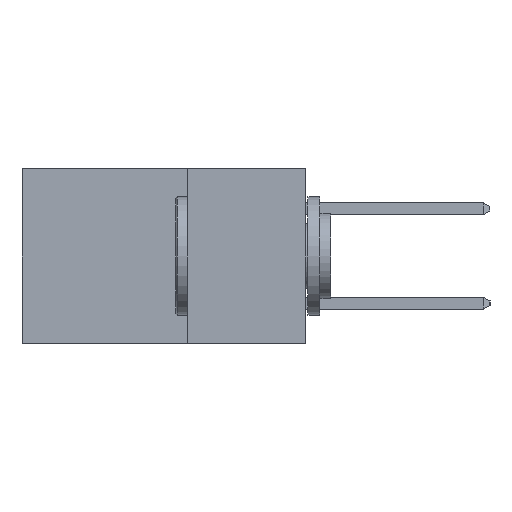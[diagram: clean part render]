
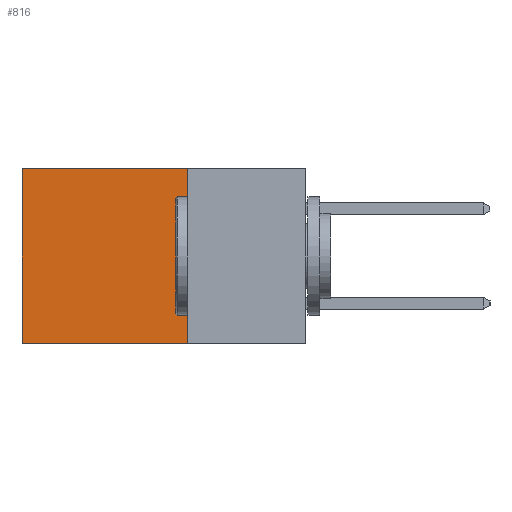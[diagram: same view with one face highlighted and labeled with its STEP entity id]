
A CAD part, left-side view. The second image highlights one B-rep face of the part: STEP entity #816.
In plain terms, the highlighted planar face has unit normal (-1, 0, 0).
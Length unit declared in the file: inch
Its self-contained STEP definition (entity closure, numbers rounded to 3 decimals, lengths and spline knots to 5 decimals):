
#308 = LINE ( 'NONE', #7430, #10341 ) ;
#413 = LINE ( 'NONE', #6678, #10417 ) ;
#816 = ADVANCED_FACE ( 'NONE', ( #2307 ), #8453, .F. ) ;
#894 = AXIS2_PLACEMENT_3D ( 'NONE', #9074, #9577, #4068 ) ;
#1151 = LINE ( 'NONE', #8648, #4609 ) ;
#1360 = ORIENTED_EDGE ( 'NONE', *, *, #5189, .T. ) ;
#2189 = VERTEX_POINT ( 'NONE', #7081 ) ;
#2227 = EDGE_CURVE ( 'NONE', #9512, #2753, #1151, .T. ) ;
#2307 = FACE_OUTER_BOUND ( 'NONE', #2423, .T. ) ;
#2423 = EDGE_LOOP ( 'NONE', ( #4830, #6083, #6613, #1360 ) ) ;
#2753 = VERTEX_POINT ( 'NONE', #11771 ) ;
#3235 = CARTESIAN_POINT ( 'NONE',  ( 0.2615, 0.6, -0.37 ) ) ;
#3327 = DIRECTION ( 'NONE',  ( 0., 0., -1. ) ) ;
#3746 = EDGE_CURVE ( 'NONE', #9274, #2189, #9057, .T. ) ;
#4068 = DIRECTION ( 'NONE',  ( 0., 0., -1. ) ) ;
#4378 = DIRECTION ( 'NONE',  ( 0., 1., 0. ) ) ;
#4609 = VECTOR ( 'NONE', #8137, 39.37008 ) ;
#4830 = ORIENTED_EDGE ( 'NONE', *, *, #3746, .T. ) ;
#5189 = EDGE_CURVE ( 'NONE', #9512, #9274, #413, .T. ) ;
#6083 = ORIENTED_EDGE ( 'NONE', *, *, #6430, .F. ) ;
#6313 = VECTOR ( 'NONE', #3327, 39.37008 ) ;
#6430 = EDGE_CURVE ( 'NONE', #2753, #2189, #308, .T. ) ;
#6613 = ORIENTED_EDGE ( 'NONE', *, *, #2227, .F. ) ;
#6678 = CARTESIAN_POINT ( 'NONE',  ( 0.2615, 0.25, 0. ) ) ;
#7081 = CARTESIAN_POINT ( 'NONE',  ( 0.2615, 0.6, -0.37 ) ) ;
#7430 = CARTESIAN_POINT ( 'NONE',  ( 0.2615, 0.25, -0.37 ) ) ;
#7710 = DIRECTION ( 'NONE',  ( 0., 1., 0. ) ) ;
#8137 = DIRECTION ( 'NONE',  ( 0., 0., -1. ) ) ;
#8453 = PLANE ( 'NONE',  #894 ) ;
#8648 = CARTESIAN_POINT ( 'NONE',  ( 0.2615, 0.25, -0.37 ) ) ;
#9057 = LINE ( 'NONE', #3235, #6313 ) ;
#9074 = CARTESIAN_POINT ( 'NONE',  ( 0.2615, 0.25, -0.37 ) ) ;
#9150 = CARTESIAN_POINT ( 'NONE',  ( 0.2615, 0.25, 0. ) ) ;
#9274 = VERTEX_POINT ( 'NONE', #10685 ) ;
#9512 = VERTEX_POINT ( 'NONE', #9150 ) ;
#9577 = DIRECTION ( 'NONE',  ( 1., 0., 0. ) ) ;
#10341 = VECTOR ( 'NONE', #4378, 39.37008 ) ;
#10417 = VECTOR ( 'NONE', #7710, 39.37008 ) ;
#10685 = CARTESIAN_POINT ( 'NONE',  ( 0.2615, 0.6, 0. ) ) ;
#11771 = CARTESIAN_POINT ( 'NONE',  ( 0.2615, 0.25, -0.37 ) ) ;
